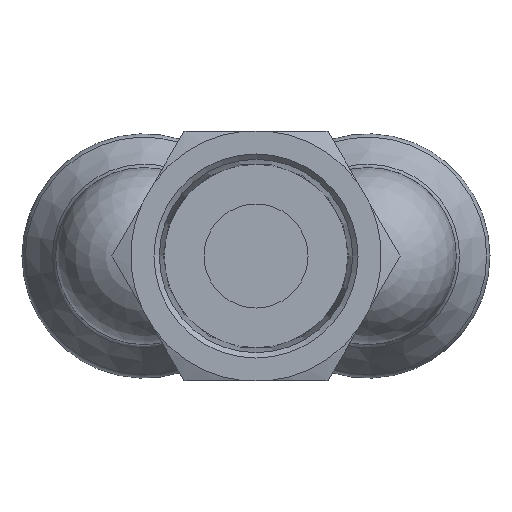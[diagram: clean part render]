
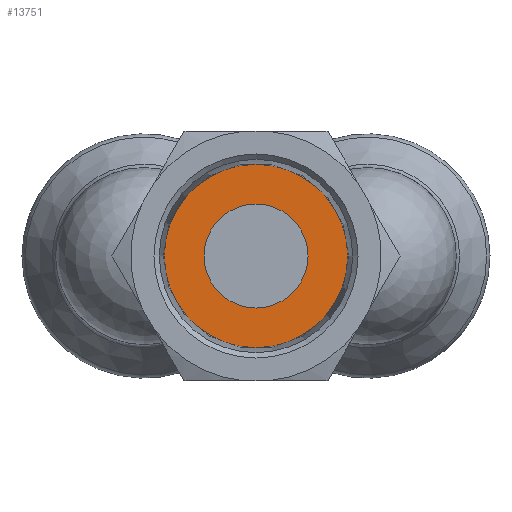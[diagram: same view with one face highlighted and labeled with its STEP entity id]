
A CAD part, front view. The second image highlights one B-rep face of the part: STEP entity #13751.
In plain terms, the highlighted face is planar.
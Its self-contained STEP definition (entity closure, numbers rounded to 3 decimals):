
#13584=CARTESIAN_POINT('',(-19.45,8.815,0.0));
#13585=VERTEX_POINT('',#13584);
#13586=CARTESIAN_POINT('',(-19.45,0.,0.0));
#13587=DIRECTION('',(-1.0,0.0,0.0));
#13588=DIRECTION('',(0.0,1.0,0.0));
#13589=AXIS2_PLACEMENT_3D('',#13586,#13587,#13588);
#13590=CIRCLE('',#13589,8.815);
#13591=EDGE_CURVE('',#13585,#13585,#13590,.T.);
#13728=CARTESIAN_POINT('',(-19.45,5.,0.0));
#13729=VERTEX_POINT('',#13728);
#13730=CARTESIAN_POINT('',(-19.45,0.,0.0));
#13731=DIRECTION('',(-1.0,0.0,0.0));
#13732=DIRECTION('',(0.0,1.0,0.0));
#13733=AXIS2_PLACEMENT_3D('',#13730,#13731,#13732);
#13734=CIRCLE('',#13733,5.);
#13735=EDGE_CURVE('',#13729,#13729,#13734,.T.);
#13740=CARTESIAN_POINT('',(-19.45,6.907,0.0));
#13741=DIRECTION('',(1.0,0.0,0.0));
#13742=DIRECTION('',(0.0,0.0,-1.0));
#13743=AXIS2_PLACEMENT_3D('',#13740,#13741,#13742);
#13744=PLANE('',#13743);
#13745=ORIENTED_EDGE('',*,*,#13591,.T.);
#13746=EDGE_LOOP('',(#13745));
#13747=FACE_OUTER_BOUND('',#13746,.T.);
#13748=ORIENTED_EDGE('',*,*,#13735,.F.);
#13749=EDGE_LOOP('',(#13748));
#13750=FACE_BOUND('',#13749,.T.);
#13751=ADVANCED_FACE('',(#13747,#13750),#13744,.F.);
